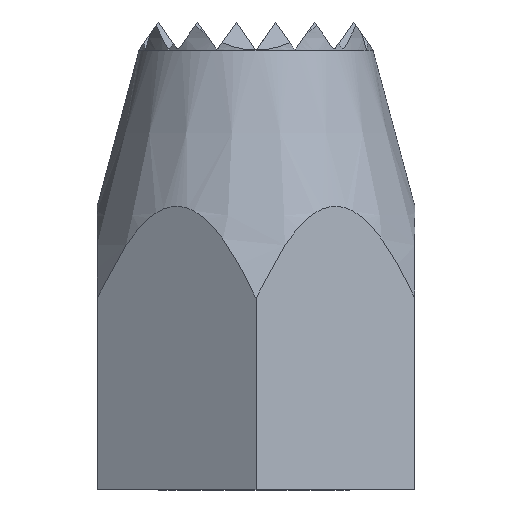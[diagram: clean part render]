
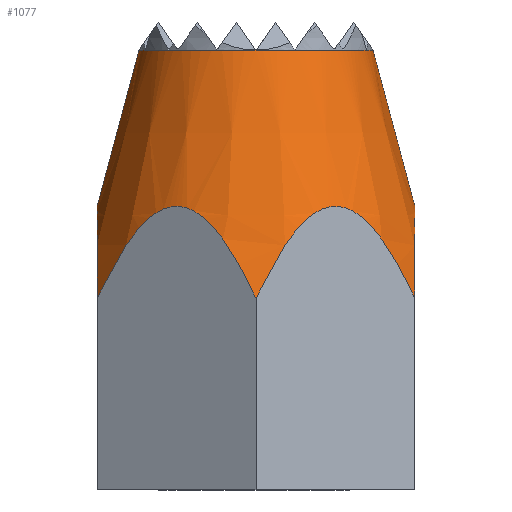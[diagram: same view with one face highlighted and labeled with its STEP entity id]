
A CAD part, left-side view. The second image highlights one B-rep face of the part: STEP entity #1077.
In plain terms, the highlighted conical face has half-angle 15 degrees and reference radius 8.025 mm.
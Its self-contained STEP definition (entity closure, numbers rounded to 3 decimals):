
#647=VERTEX_POINT('',#1891);
#651=VERTEX_POINT('',#1895);
#683=EDGE_CURVE('',#719,#697,#1935,.T.);
#691=VERTEX_POINT('',#1943);
#697=VERTEX_POINT('',#1950);
#719=VERTEX_POINT('',#1975);
#753=EDGE_CURVE('',#849,#889,#2013,.T.);
#849=VERTEX_POINT('',#2118);
#889=VERTEX_POINT('',#2164);
#1077=ADVANCED_FACE('',(#2381),#2382,.T.);
#1215=EDGE_CURVE('',#697,#1823,#2539,.T.);
#1345=EDGE_CURVE('',#691,#1727,#2687,.T.);
#1637=EDGE_CURVE('',#651,#691,#3023,.T.);
#1697=EDGE_CURVE('',#1823,#647,#3089,.T.);
#1727=VERTEX_POINT('',#3122);
#1735=EDGE_CURVE('',#1727,#719,#3131,.T.);
#1777=EDGE_CURVE('',#647,#849,#3183,.T.);
#1823=VERTEX_POINT('',#3233);
#1855=EDGE_CURVE('',#889,#651,#3270,.T.);
#1891=CARTESIAN_POINT('',(-9.8,0.,10.251));
#1895=CARTESIAN_POINT('',(0.,-6.25,23.5));
#1935=LINE('',#3355,#3356);
#1943=CARTESIAN_POINT('',(-2.083,-5.893,23.5));
#1950=CARTESIAN_POINT('',(0.,8.487,15.151));
#1975=CARTESIAN_POINT('',(0.,6.25,23.5));
#2013=(B_SPLINE_CURVE(2,(#3462,#3463,#3464),.UNSPECIFIED.,.F.,.F.)B_SPLINE_CURVE_WITH_KNOTS((3,3),(0.0,13.859),.UNSPECIFIED.)RATIONAL_B_SPLINE_CURVE((1.0,1.155,1.0))BOUNDED_CURVE()REPRESENTATION_ITEM('')GEOMETRIC_REPRESENTATION_ITEM()CURVE());
#2118=CARTESIAN_POINT('',(-4.9,-8.487,10.251));
#2164=CARTESIAN_POINT('',(0.,-8.487,15.151));
#2381=FACE_OUTER_BOUND('',#3981,.T.);
#2382=CONICAL_SURFACE('',#3982,8.025,0.262);
#2539=(B_SPLINE_CURVE(2,(#4202,#4203,#4204),.UNSPECIFIED.,.F.,.F.)B_SPLINE_CURVE_WITH_KNOTS((3,3),(0.0,13.859),.UNSPECIFIED.)RATIONAL_B_SPLINE_CURVE((1.0,1.155,1.0))BOUNDED_CURVE()REPRESENTATION_ITEM('')GEOMETRIC_REPRESENTATION_ITEM()CURVE());
#2687=CIRCLE('',#4410,6.25);
#3023=CIRCLE('',#4894,6.25);
#3089=(B_SPLINE_CURVE(2,(#4990,#4991,#4992),.UNSPECIFIED.,.F.,.F.)B_SPLINE_CURVE_WITH_KNOTS((3,3),(0.0,13.859),.UNSPECIFIED.)RATIONAL_B_SPLINE_CURVE((1.0,1.155,1.0))BOUNDED_CURVE()REPRESENTATION_ITEM('')GEOMETRIC_REPRESENTATION_ITEM()CURVE());
#3122=CARTESIAN_POINT('',(-6.25,0.,23.5));
#3131=CIRCLE('',#5054,6.25);
#3183=(B_SPLINE_CURVE(2,(#5117,#5118,#5119),.UNSPECIFIED.,.F.,.F.)B_SPLINE_CURVE_WITH_KNOTS((3,3),(0.0,13.859),.UNSPECIFIED.)RATIONAL_B_SPLINE_CURVE((1.0,1.155,1.0))BOUNDED_CURVE()REPRESENTATION_ITEM('')GEOMETRIC_REPRESENTATION_ITEM()CURVE());
#3233=CARTESIAN_POINT('',(-4.9,8.487,10.251));
#3270=LINE('',#5260,#5261);
#3355=CARTESIAN_POINT('',(0.,8.025,16.876));
#3356=VECTOR('',#5354,1.0);
#3462=CARTESIAN_POINT('',(-4.9,-8.487,10.251));
#3463=CARTESIAN_POINT('',(0.,-8.487,19.395));
#3464=CARTESIAN_POINT('',(4.9,-8.487,10.251));
#3981=EDGE_LOOP('',(#5896,#5897,#5898,#5899,#5900,#5901,#5902,#5903,#5904));
#3982=AXIS2_PLACEMENT_3D('',#5905,#5906,#5907);
#4202=CARTESIAN_POINT('',(4.9,8.487,10.251));
#4203=CARTESIAN_POINT('',(0.,8.487,19.395));
#4204=CARTESIAN_POINT('',(-4.9,8.487,10.251));
#4410=AXIS2_PLACEMENT_3D('',#6271,#6272,#6273);
#4894=AXIS2_PLACEMENT_3D('',#6723,#6724,#6725);
#4990=CARTESIAN_POINT('',(-4.9,8.487,10.251));
#4991=CARTESIAN_POINT('',(-7.35,4.244,19.395));
#4992=CARTESIAN_POINT('',(-9.8,0.,10.251));
#5054=AXIS2_PLACEMENT_3D('',#6834,#6835,#6836);
#5117=CARTESIAN_POINT('',(-9.8,0.,10.251));
#5118=CARTESIAN_POINT('',(-7.35,-4.244,19.395));
#5119=CARTESIAN_POINT('',(-4.9,-8.487,10.251));
#5260=CARTESIAN_POINT('',(0.,-8.025,16.876));
#5261=VECTOR('',#7024,1.0);
#5354=DIRECTION('',(0.,0.259,-0.966));
#5896=ORIENTED_EDGE('',*,*,#683,.T.);
#5897=ORIENTED_EDGE('',*,*,#1215,.T.);
#5898=ORIENTED_EDGE('',*,*,#1697,.T.);
#5899=ORIENTED_EDGE('',*,*,#1777,.T.);
#5900=ORIENTED_EDGE('',*,*,#753,.T.);
#5901=ORIENTED_EDGE('',*,*,#1855,.T.);
#5902=ORIENTED_EDGE('',*,*,#1637,.T.);
#5903=ORIENTED_EDGE('',*,*,#1345,.T.);
#5904=ORIENTED_EDGE('',*,*,#1735,.T.);
#5905=CARTESIAN_POINT('',(0.,0.0,16.876));
#5906=DIRECTION('',(0.0,-0.0,-1.0));
#5907=DIRECTION('',(0.,1.0,0.0));
#6271=CARTESIAN_POINT('',(0.,0.0,23.5));
#6272=DIRECTION('',(0.0,0.0,-1.0));
#6273=DIRECTION('',(0.,1.0,0.0));
#6723=CARTESIAN_POINT('',(0.,0.0,23.5));
#6724=DIRECTION('',(0.0,0.0,-1.0));
#6725=DIRECTION('',(0.,1.0,0.0));
#6834=CARTESIAN_POINT('',(0.,0.0,23.5));
#6835=DIRECTION('',(0.0,0.0,-1.0));
#6836=DIRECTION('',(0.,1.0,0.0));
#7024=DIRECTION('',(0.,0.259,0.966));
